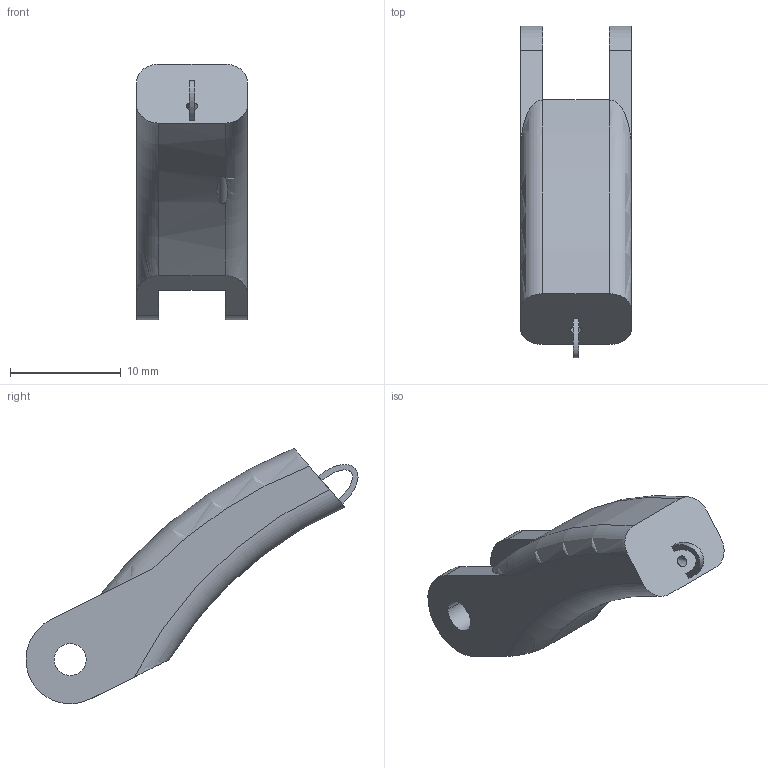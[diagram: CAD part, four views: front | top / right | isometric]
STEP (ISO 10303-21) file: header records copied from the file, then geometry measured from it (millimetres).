
FILE_DESCRIPTION(('CATIA V5 STEP Exchange'),'2;1');
FILE_NAME('Doigt partie 1.stp','2017-02-03T15:46:20+00:00',('none'),('none'),'Version 5-6 Release 2012','CATIA V5 STEP AP203','none');
FILE_SCHEMA(('CONFIG_CONTROL_DESIGN'));
Length unit declared in the file: millimetre
Products named in the file (1): Doigt partie 1
Bounding box: 10 x 30 x 23.08 mm (x, y, z)
Volume: 1904.4 mm3; surface area: 1339.9 mm2
Topology: 1 solids, 1 shells, 33 faces, 94 edges, 63 vertices
Faces by surface type: plane 15, cylinder 10, torus 4, extrusion 2, bspline 2
Entity records: 1457 total; most frequent: CARTESIAN_POINT 596, ORIENTED_EDGE 188, DIRECTION 130, EDGE_CURVE 94, VERTEX_POINT 62, AXIS2_PLACEMENT_3D 52, VECTOR 51, LINE 49
